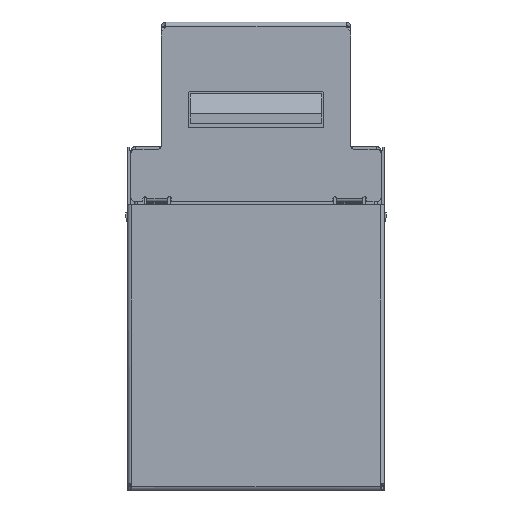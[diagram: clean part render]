
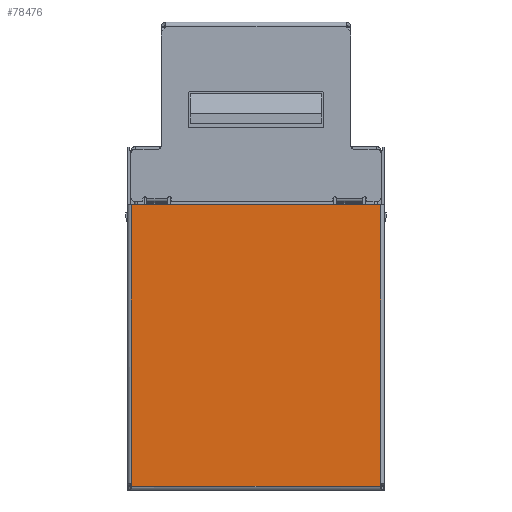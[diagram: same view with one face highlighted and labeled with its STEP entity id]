
A CAD part, front view. The second image highlights one B-rep face of the part: STEP entity #78476.
In plain terms, the highlighted face is planar.
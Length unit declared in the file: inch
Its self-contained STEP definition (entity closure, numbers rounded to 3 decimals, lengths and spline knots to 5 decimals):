
#668 = LINE ( 'NONE', #72612, #18568 ) ;
#5349 = CARTESIAN_POINT ( 'NONE',  ( -0.37795, 0.86496, -0.31752 ) ) ;
#6101 = ORIENTED_EDGE ( 'NONE', *, *, #49571, .F. ) ;
#8358 = DIRECTION ( 'NONE',  ( -1., 0., 0. ) ) ;
#8383 = AXIS2_PLACEMENT_3D ( 'NONE', #11615, #10763, #24103 ) ;
#10052 = CARTESIAN_POINT ( 'NONE',  ( 0.37795, 0.86496, -0.31752 ) ) ;
#10067 = ORIENTED_EDGE ( 'NONE', *, *, #66858, .F. ) ;
#10763 = DIRECTION ( 'NONE',  ( 0., 0., -1. ) ) ;
#11615 = CARTESIAN_POINT ( 'NONE',  ( -0.39646, 0.01343, -0.31752 ) ) ;
#14702 = LINE ( 'NONE', #40980, #84829 ) ;
#16636 = CIRCLE ( 'NONE', #27630, 0.01893 ) ;
#18568 = VECTOR ( 'NONE', #8358, 39.37008 ) ;
#19927 = CARTESIAN_POINT ( 'NONE',  ( 0.39646, 0.01343, -0.31752 ) ) ;
#22221 = EDGE_CURVE ( 'NONE', #58782, #50228, #668, .T. ) ;
#24103 = DIRECTION ( 'NONE',  ( 0., 1., 0. ) ) ;
#25944 = CARTESIAN_POINT ( 'NONE',  ( 0.38976, 0., -0.31752 ) ) ;
#26882 = CARTESIAN_POINT ( 'NONE',  ( 0.37795, 0.86496, -0.31752 ) ) ;
#27628 = DIRECTION ( 'NONE',  ( 0., -1., 0. ) ) ;
#27630 = AXIS2_PLACEMENT_3D ( 'NONE', #19927, #47480, #27628 ) ;
#28104 = ORIENTED_EDGE ( 'NONE', *, *, #38012, .T. ) ;
#29843 = EDGE_CURVE ( 'NONE', #58782, #77635, #69949, .T. ) ;
#32400 = FACE_OUTER_BOUND ( 'NONE', #85145, .T. ) ;
#35679 = CARTESIAN_POINT ( 'NONE',  ( 0.37795, 0.0174, -0.31752 ) ) ;
#37156 = PLANE ( 'NONE',  #68228 ) ;
#37604 = DIRECTION ( 'NONE',  ( 0., -1., 0. ) ) ;
#38012 = EDGE_CURVE ( 'NONE', #43399, #49100, #14702, .T. ) ;
#38129 = CARTESIAN_POINT ( 'NONE',  ( -0.3776, 0.01181, -0.31752 ) ) ;
#40814 = ORIENTED_EDGE ( 'NONE', *, *, #22221, .F. ) ;
#40980 = CARTESIAN_POINT ( 'NONE',  ( 0.38976, 0.01181, -0.31752 ) ) ;
#41901 = ORIENTED_EDGE ( 'NONE', *, *, #29843, .T. ) ;
#43399 = VERTEX_POINT ( 'NONE', #45160 ) ;
#44779 = CARTESIAN_POINT ( 'NONE',  ( -0.37795, 0.01181, -0.31752 ) ) ;
#45160 = CARTESIAN_POINT ( 'NONE',  ( 0.3776, 0.01181, -0.31752 ) ) ;
#47480 = DIRECTION ( 'NONE',  ( 0., 0., -1. ) ) ;
#47482 = DIRECTION ( 'NONE',  ( -1., 0., 0. ) ) ;
#48325 = VECTOR ( 'NONE', #71094, 39.37008 ) ;
#49100 = VERTEX_POINT ( 'NONE', #38129 ) ;
#49571 = EDGE_CURVE ( 'NONE', #43399, #77635, #16636, .T. ) ;
#50228 = VERTEX_POINT ( 'NONE', #5349 ) ;
#50415 = LINE ( 'NONE', #44779, #48325 ) ;
#52250 = DIRECTION ( 'NONE',  ( 0., 0., 1. ) ) ;
#58782 = VERTEX_POINT ( 'NONE', #26882 ) ;
#60058 = CARTESIAN_POINT ( 'NONE',  ( -0.37795, 0.0174, -0.31752 ) ) ;
#63432 = CIRCLE ( 'NONE', #8383, 0.01893 ) ;
#66858 = EDGE_CURVE ( 'NONE', #70888, #49100, #63432, .T. ) ;
#66870 = EDGE_CURVE ( 'NONE', #70888, #50228, #50415, .T. ) ;
#68228 = AXIS2_PLACEMENT_3D ( 'NONE', #25944, #52250, #76842 ) ;
#69949 = LINE ( 'NONE', #10052, #74522 ) ;
#70888 = VERTEX_POINT ( 'NONE', #60058 ) ;
#71094 = DIRECTION ( 'NONE',  ( 0., 1., 0. ) ) ;
#72612 = CARTESIAN_POINT ( 'NONE',  ( 0.38976, 0.86496, -0.31752 ) ) ;
#74522 = VECTOR ( 'NONE', #37604, 39.37008 ) ;
#76842 = DIRECTION ( 'NONE',  ( 1., 0., 0. ) ) ;
#77635 = VERTEX_POINT ( 'NONE', #35679 ) ;
#78461 = ORIENTED_EDGE ( 'NONE', *, *, #66870, .T. ) ;
#78476 = ADVANCED_FACE ( 'NONE', ( #32400 ), #37156, .F. ) ;
#84829 = VECTOR ( 'NONE', #47482, 39.37008 ) ;
#85145 = EDGE_LOOP ( 'NONE', ( #41901, #6101, #28104, #10067, #78461, #40814 ) ) ;
